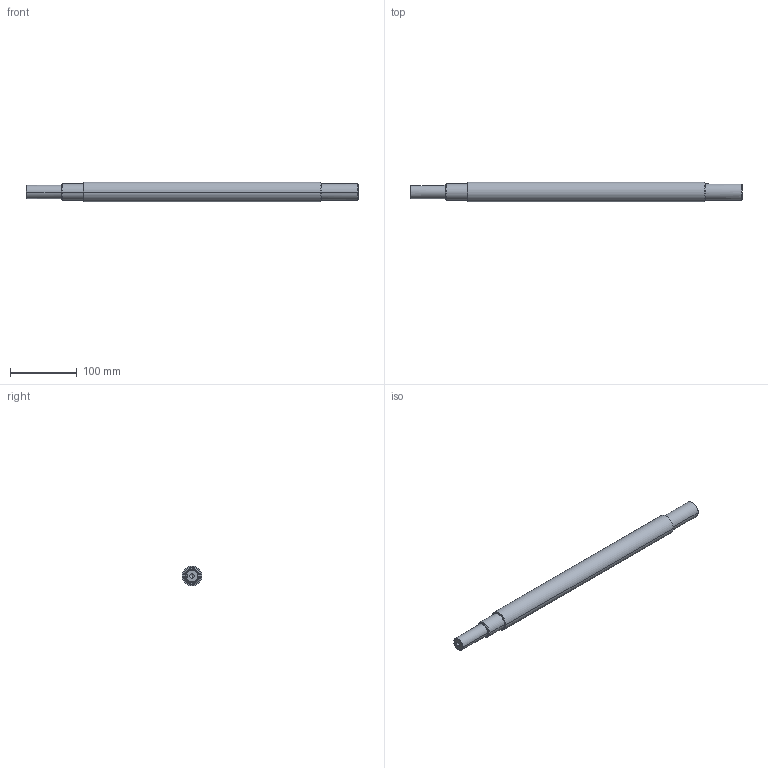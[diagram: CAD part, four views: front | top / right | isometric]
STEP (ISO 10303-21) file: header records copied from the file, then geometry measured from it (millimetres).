
FILE_DESCRIPTION (( 'STEP AP214' ), '1' );
FILE_NAME ('demi_axe_essieu.STEP', '2022-02-06T11:02:41', ( '' ), ( '' ), 'SwSTEP 2.0', 'SolidWorks 2020', '' );
FILE_SCHEMA (( 'AUTOMOTIVE_DESIGN' ));
Length unit declared in the file: millimetre
Products named in the file (1): demi_axe_essieu
Bounding box: 498.5 x 30 x 30 mm (x, y, z)
Volume: 308694.9 mm3; surface area: 46206.8 mm2
Topology: 1 solids, 1 shells, 38 faces, 86 edges, 52 vertices
Faces by surface type: cylinder 14, plane 11, cone 7, torus 6
Entity records: 1147 total; most frequent: CARTESIAN_POINT 251, DIRECTION 195, ORIENTED_EDGE 168, EDGE_CURVE 84, AXIS2_PLACEMENT_3D 80, VERTEX_POINT 52, EDGE_LOOP 42, CIRCLE 41
